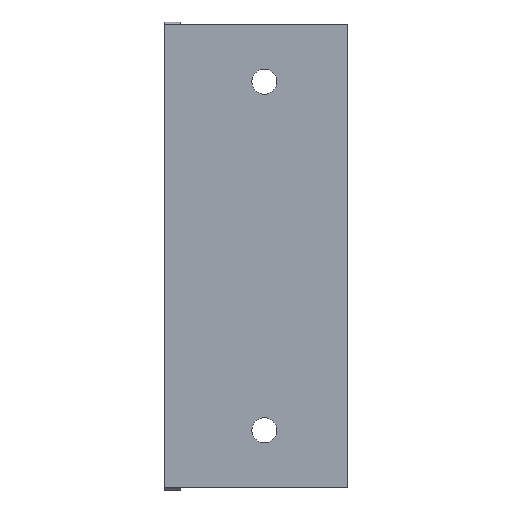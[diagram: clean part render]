
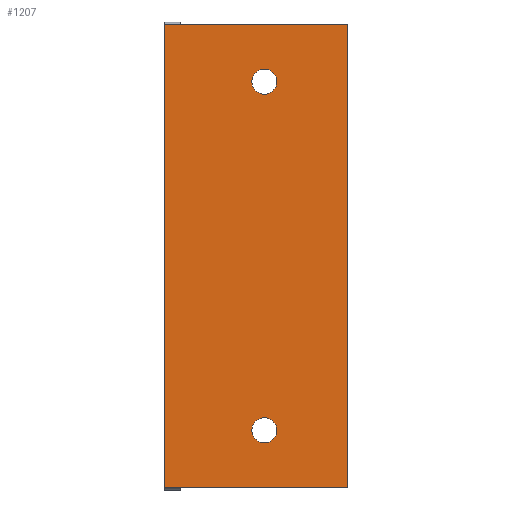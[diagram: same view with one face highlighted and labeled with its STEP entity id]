
A CAD part, front view. The second image highlights one B-rep face of the part: STEP entity #1207.
In plain terms, the highlighted planar face has unit normal (0, -1, 0).
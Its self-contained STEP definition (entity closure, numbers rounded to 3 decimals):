
#5 = LINE ( 'NONE', #402, #1002 ) ;
#34 = DIRECTION ( 'NONE',  ( 0., 1., 0. ) ) ;
#43 = VECTOR ( 'NONE', #1147, 1000. ) ;
#44 = VECTOR ( 'NONE', #667, 1000. ) ;
#59 = ORIENTED_EDGE ( 'NONE', *, *, #1083, .T. ) ;
#66 = CIRCLE ( 'NONE', #399, 1.5 ) ;
#70 = CARTESIAN_POINT ( 'NONE',  ( 680.14, 876.694, 1325.701 ) ) ;
#74 = CARTESIAN_POINT ( 'NONE',  ( 609.089, 876.694, 0. ) ) ;
#84 = CIRCLE ( 'NONE', #528, 1.5 ) ;
#107 = DIRECTION ( 'NONE',  ( 0., 0., -1. ) ) ;
#133 = ORIENTED_EDGE ( 'NONE', *, *, #971, .T. ) ;
#162 = CARTESIAN_POINT ( 'NONE',  ( 668.14, 876.694, 0. ) ) ;
#178 = ORIENTED_EDGE ( 'NONE', *, *, #790, .T. ) ;
#192 = AXIS2_PLACEMENT_3D ( 'NONE', #1116, #371, #207 ) ;
#207 = DIRECTION ( 'NONE',  ( 0., 0., -1. ) ) ;
#210 = CARTESIAN_POINT ( 'NONE',  ( 680.14, 876.694, 1327.201 ) ) ;
#215 = CARTESIAN_POINT ( 'NONE',  ( 668.14, 876.694, 1332.591 ) ) ;
#217 = EDGE_LOOP ( 'NONE', ( #791, #59, #680, #235 ) ) ;
#235 = ORIENTED_EDGE ( 'NONE', *, *, #495, .F. ) ;
#264 = PLANE ( 'NONE',  #1267 ) ;
#332 = DIRECTION ( 'NONE',  ( 0., 0., -1. ) ) ;
#343 = LINE ( 'NONE', #1092, #865 ) ;
#353 = CARTESIAN_POINT ( 'NONE',  ( 680.14, 876.694, 1283.92 ) ) ;
#371 = DIRECTION ( 'NONE',  ( 0., 1., 0. ) ) ;
#386 = DIRECTION ( 'NONE',  ( 1., 0., 0. ) ) ;
#399 = AXIS2_PLACEMENT_3D ( 'NONE', #703, #889, #504 ) ;
#402 = CARTESIAN_POINT ( 'NONE',  ( 690.14, 876.694, 0. ) ) ;
#430 = CARTESIAN_POINT ( 'NONE',  ( 668.14, 876.694, 1277.03 ) ) ;
#495 = EDGE_CURVE ( 'NONE', #1136, #631, #343, .T. ) ;
#504 = DIRECTION ( 'NONE',  ( 0., 0., -1. ) ) ;
#512 = CARTESIAN_POINT ( 'NONE',  ( 690.14, 876.694, 1277.03 ) ) ;
#528 = AXIS2_PLACEMENT_3D ( 'NONE', #70, #1104, #965 ) ;
#551 = CIRCLE ( 'NONE', #1284, 1.5 ) ;
#576 = FACE_OUTER_BOUND ( 'NONE', #217, .T. ) ;
#590 = CARTESIAN_POINT ( 'NONE',  ( 690.14, 876.694, 1332.591 ) ) ;
#631 = VERTEX_POINT ( 'NONE', #590 ) ;
#642 = LINE ( 'NONE', #824, #43 ) ;
#650 = VERTEX_POINT ( 'NONE', #210 ) ;
#664 = DIRECTION ( 'NONE',  ( 0., -1., 0. ) ) ;
#667 = DIRECTION ( 'NONE',  ( 0., 0., 1. ) ) ;
#670 = FACE_BOUND ( 'NONE', #1058, .T. ) ;
#671 = VERTEX_POINT ( 'NONE', #1231 ) ;
#677 = VERTEX_POINT ( 'NONE', #430 ) ;
#680 = ORIENTED_EDGE ( 'NONE', *, *, #689, .F. ) ;
#689 = EDGE_CURVE ( 'NONE', #631, #975, #5, .T. ) ;
#703 = CARTESIAN_POINT ( 'NONE',  ( 680.14, 876.694, 1325.701 ) ) ;
#713 = EDGE_LOOP ( 'NONE', ( #178, #133 ) ) ;
#751 = LINE ( 'NONE', #162, #44 ) ;
#757 = ORIENTED_EDGE ( 'NONE', *, *, #968, .F. ) ;
#777 = EDGE_CURVE ( 'NONE', #677, #1136, #751, .T. ) ;
#790 = EDGE_CURVE ( 'NONE', #1282, #955, #551, .T. ) ;
#791 = ORIENTED_EDGE ( 'NONE', *, *, #777, .F. ) ;
#797 = CARTESIAN_POINT ( 'NONE',  ( 680.14, 876.694, 1282.42 ) ) ;
#824 = CARTESIAN_POINT ( 'NONE',  ( 609.089, 876.694, 1277.03 ) ) ;
#865 = VECTOR ( 'NONE', #386, 1000. ) ;
#885 = EDGE_CURVE ( 'NONE', #650, #671, #84, .T. ) ;
#889 = DIRECTION ( 'NONE',  ( 0., -1., 0. ) ) ;
#955 = VERTEX_POINT ( 'NONE', #797 ) ;
#961 = DIRECTION ( 'NONE',  ( 0., 0., -1. ) ) ;
#965 = DIRECTION ( 'NONE',  ( 0., 0., -1. ) ) ;
#968 = EDGE_CURVE ( 'NONE', #671, #650, #66, .T. ) ;
#971 = EDGE_CURVE ( 'NONE', #955, #1282, #1135, .T. ) ;
#975 = VERTEX_POINT ( 'NONE', #512 ) ;
#1002 = VECTOR ( 'NONE', #107, 1000. ) ;
#1003 = ORIENTED_EDGE ( 'NONE', *, *, #885, .F. ) ;
#1033 = CARTESIAN_POINT ( 'NONE',  ( 680.14, 876.694, 1285.42 ) ) ;
#1058 = EDGE_LOOP ( 'NONE', ( #1003, #757 ) ) ;
#1083 = EDGE_CURVE ( 'NONE', #677, #975, #642, .T. ) ;
#1092 = CARTESIAN_POINT ( 'NONE',  ( 609.089, 876.694, 1332.591 ) ) ;
#1104 = DIRECTION ( 'NONE',  ( 0., -1., 0. ) ) ;
#1116 = CARTESIAN_POINT ( 'NONE',  ( 680.14, 876.694, 1283.92 ) ) ;
#1135 = CIRCLE ( 'NONE', #192, 1.5 ) ;
#1136 = VERTEX_POINT ( 'NONE', #215 ) ;
#1147 = DIRECTION ( 'NONE',  ( 1., 0., 0. ) ) ;
#1207 = ADVANCED_FACE ( 'NONE', ( #670, #576, #1261 ), #264, .T. ) ;
#1231 = CARTESIAN_POINT ( 'NONE',  ( 680.14, 876.694, 1324.201 ) ) ;
#1261 = FACE_BOUND ( 'NONE', #713, .T. ) ;
#1267 = AXIS2_PLACEMENT_3D ( 'NONE', #74, #664, #961 ) ;
#1282 = VERTEX_POINT ( 'NONE', #1033 ) ;
#1284 = AXIS2_PLACEMENT_3D ( 'NONE', #353, #34, #332 ) ;
